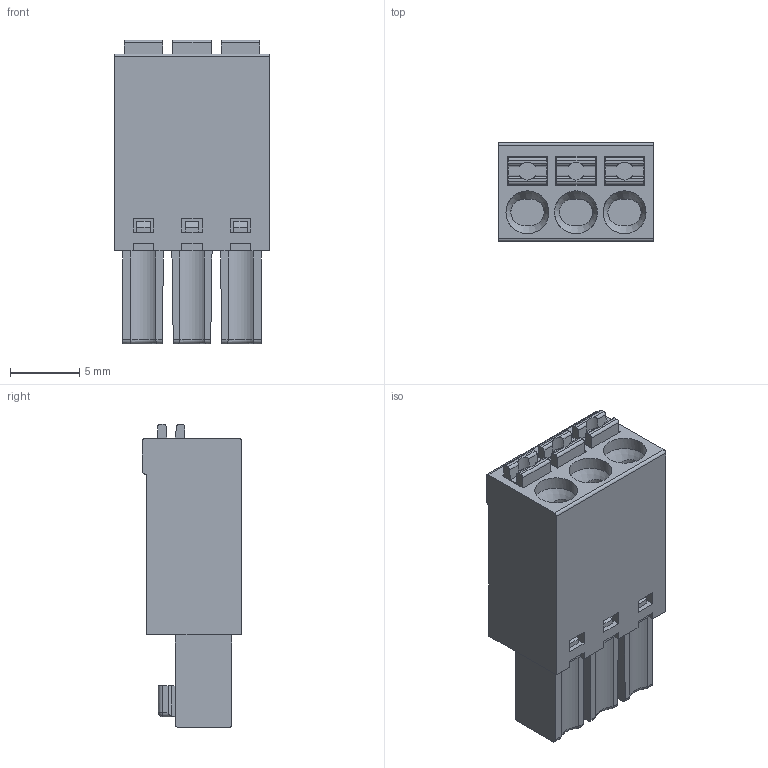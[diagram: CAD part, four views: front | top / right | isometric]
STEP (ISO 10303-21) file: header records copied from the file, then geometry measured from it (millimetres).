
FILE_DESCRIPTION(('STEP AP214'),'1');
FILE_NAME('SHM03-3,5-E.stp','2019-04-01T08:35:17',(' '),(' '),'Spatial InterOp 3D',' ',' ');
FILE_SCHEMA(('automotive_design'));
Length unit declared in the file: metre
Products named in the file (1): 1
Bounding box: 11.2 x 7.15 x 21.9 mm (x, y, z)
Volume: 1262.4 mm3; surface area: 1193.7 mm2
Topology: 1 solids, 1 shells, 275 faces, 728 edges, 473 vertices
Faces by surface type: plane 191, cylinder 66, cone 9, sphere 6, torus 3
Full cylindrical faces by diameter (mm): 1.2 x3, 3.1 x3
Entity records: 10711 total; most frequent: CARTESIAN_POINT 1753, ORIENTED_EDGE 1396, DIRECTION 1339, EDGE_CURVE 698, LINE 529, VECTOR 529, VERTEX_POINT 464, AXIS2_PLACEMENT_3D 405
